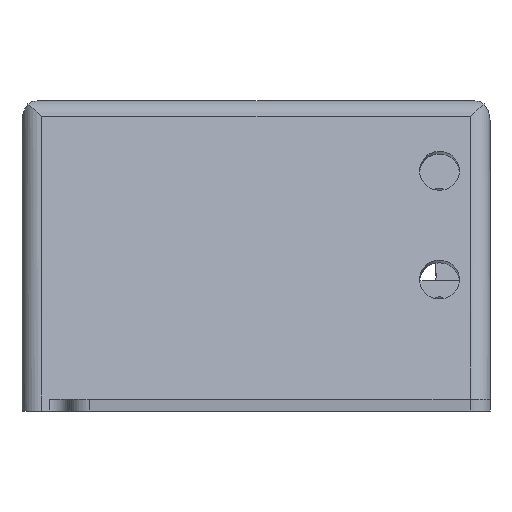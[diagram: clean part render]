
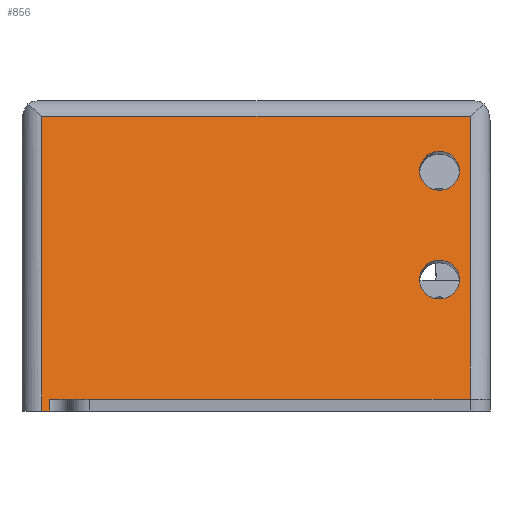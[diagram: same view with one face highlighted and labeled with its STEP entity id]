
A CAD part, left-side view. The second image highlights one B-rep face of the part: STEP entity #856.
In plain terms, the highlighted planar face has unit normal (-0.974, 0, 0.225).
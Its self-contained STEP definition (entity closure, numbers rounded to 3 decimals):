
#468=CARTESIAN_POINT('',(2368.651,2280.715,-47.509));
#469=VERTEX_POINT('',#468);
#485=CARTESIAN_POINT('',(2368.651,2275.715,-47.509));
#486=VERTEX_POINT('',#485);
#493=CARTESIAN_POINT('',(2368.651,2278.215,-47.509));
#494=DIRECTION('',(0.974,0.0,-0.225));
#495=DIRECTION('',(0.0,1.0,0.0));
#496=AXIS2_PLACEMENT_3D('',#493,#494,#495);
#497=CIRCLE('',#496,2.5);
#498=EDGE_CURVE('',#469,#486,#497,.T.);
#510=CARTESIAN_POINT('',(2371.8,2280.715,-33.868));
#511=VERTEX_POINT('',#510);
#527=CARTESIAN_POINT('',(2371.8,2275.715,-33.868));
#528=VERTEX_POINT('',#527);
#535=CARTESIAN_POINT('',(2371.8,2278.215,-33.868));
#536=DIRECTION('',(0.974,0.0,-0.225));
#537=DIRECTION('',(0.0,1.0,0.0));
#538=AXIS2_PLACEMENT_3D('',#535,#536,#537);
#539=CIRCLE('',#538,2.5);
#540=EDGE_CURVE('',#511,#528,#539,.T.);
#551=CARTESIAN_POINT('',(2371.8,2278.215,-33.868));
#552=DIRECTION('',(0.974,0.0,-0.225));
#553=DIRECTION('',(0.0,1.0,0.0));
#554=AXIS2_PLACEMENT_3D('',#551,#552,#553);
#555=CIRCLE('',#554,2.5);
#556=EDGE_CURVE('',#528,#511,#555,.T.);
#575=CARTESIAN_POINT('',(2368.651,2278.215,-47.509));
#576=DIRECTION('',(0.974,0.0,-0.225));
#577=DIRECTION('',(0.0,1.0,0.0));
#578=AXIS2_PLACEMENT_3D('',#575,#576,#577);
#579=CIRCLE('',#578,2.5);
#580=EDGE_CURVE('',#486,#469,#579,.T.);
#767=CARTESIAN_POINT('',(2365.19,2327.115,-62.5));
#768=VERTEX_POINT('',#767);
#776=CARTESIAN_POINT('',(2364.843,2327.115,-64.));
#777=VERTEX_POINT('',#776);
#778=CARTESIAN_POINT('',(2365.19,2327.115,-62.5));
#779=DIRECTION('',(-0.225,0.0,-0.974));
#780=VECTOR('',#779,1.539);
#781=LINE('',#778,#780);
#782=EDGE_CURVE('',#768,#777,#781,.T.);
#802=CARTESIAN_POINT('',(2367.076,2271.865,-54.329));
#803=DIRECTION('',(-0.974,0.0,0.225));
#804=DIRECTION('',(0.225,0.0,0.974));
#805=AXIS2_PLACEMENT_3D('',#802,#803,#804);
#806=PLANE('',#805);
#807=ORIENTED_EDGE('',*,*,#782,.F.);
#808=CARTESIAN_POINT('',(2365.19,2274.365,-62.5));
#809=VERTEX_POINT('',#808);
#810=CARTESIAN_POINT('',(2365.19,2327.115,-62.5));
#811=DIRECTION('',(0.0,-1.0,0.0));
#812=VECTOR('',#811,52.75);
#813=LINE('',#810,#812);
#814=EDGE_CURVE('',#768,#809,#813,.T.);
#815=ORIENTED_EDGE('',*,*,#814,.T.);
#816=CARTESIAN_POINT('',(2373.375,2274.365,-27.047));
#817=VERTEX_POINT('',#816);
#818=CARTESIAN_POINT('',(2373.375,2274.365,-27.047));
#819=DIRECTION('',(-0.225,0.0,-0.974));
#820=VECTOR('',#819,36.386);
#821=LINE('',#818,#820);
#822=EDGE_CURVE('',#817,#809,#821,.T.);
#823=ORIENTED_EDGE('',*,*,#822,.F.);
#824=CARTESIAN_POINT('',(2373.375,2328.065,-27.047));
#825=VERTEX_POINT('',#824);
#826=CARTESIAN_POINT('',(2373.375,2328.065,-27.047));
#827=DIRECTION('',(0.0,-1.0,0.0));
#828=VECTOR('',#827,53.7);
#829=LINE('',#826,#828);
#830=EDGE_CURVE('',#825,#817,#829,.T.);
#831=ORIENTED_EDGE('',*,*,#830,.F.);
#832=CARTESIAN_POINT('',(2364.843,2328.065,-64.));
#833=VERTEX_POINT('',#832);
#834=CARTESIAN_POINT('',(2364.843,2328.065,-64.));
#835=DIRECTION('',(0.225,0.0,0.974));
#836=VECTOR('',#835,37.925);
#837=LINE('',#834,#836);
#838=EDGE_CURVE('',#833,#825,#837,.T.);
#839=ORIENTED_EDGE('',*,*,#838,.F.);
#840=CARTESIAN_POINT('',(2364.843,2328.065,-64.));
#841=DIRECTION('',(0.0,-1.0,0.0));
#842=VECTOR('',#841,0.95);
#843=LINE('',#840,#842);
#844=EDGE_CURVE('',#833,#777,#843,.T.);
#845=ORIENTED_EDGE('',*,*,#844,.T.);
#846=EDGE_LOOP('',(#807,#815,#823,#831,#839,#845));
#847=FACE_OUTER_BOUND('',#846,.T.);
#848=ORIENTED_EDGE('',*,*,#556,.T.);
#849=ORIENTED_EDGE('',*,*,#540,.T.);
#850=EDGE_LOOP('',(#848,#849));
#851=FACE_BOUND('',#850,.T.);
#852=ORIENTED_EDGE('',*,*,#580,.T.);
#853=ORIENTED_EDGE('',*,*,#498,.T.);
#854=EDGE_LOOP('',(#852,#853));
#855=FACE_BOUND('',#854,.T.);
#856=ADVANCED_FACE('',(#847,#851,#855),#806,.T.);
